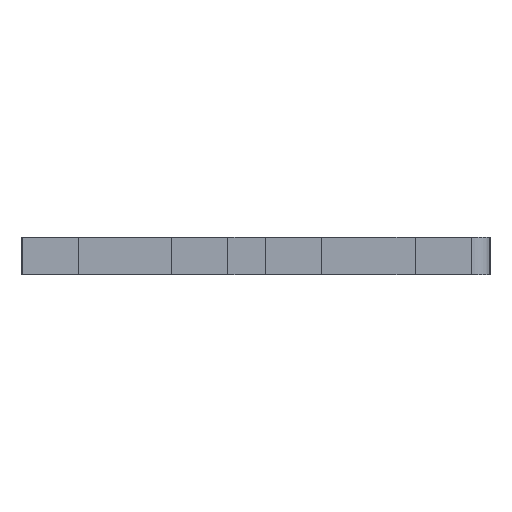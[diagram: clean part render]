
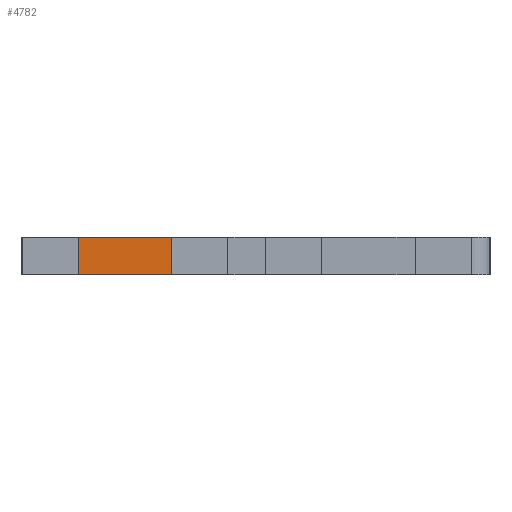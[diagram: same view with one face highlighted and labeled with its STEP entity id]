
A CAD part, left-side view. The second image highlights one B-rep face of the part: STEP entity #4782.
In plain terms, the highlighted planar face has unit normal (-1, 0, 0).
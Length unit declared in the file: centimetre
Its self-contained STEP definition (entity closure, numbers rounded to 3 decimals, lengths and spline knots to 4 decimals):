
#214=FACE_OUTER_BOUND($,#445,.T.);
#445=EDGE_LOOP($,(#3384,#3385,#3386,#3387));
#879=LINE($,#6823,#1527);
#880=LINE($,#6826,#1528);
#881=LINE($,#6828,#1529);
#882=LINE($,#6829,#1530);
#1527=VECTOR($,#5562,0.2);
#1528=VECTOR($,#5565,0.5);
#1529=VECTOR($,#5566,0.5);
#1530=VECTOR($,#5567,0.2);
#2114=VERTEX_POINT($,#6819);
#2115=VERTEX_POINT($,#6821);
#2116=VERTEX_POINT($,#6825);
#2117=VERTEX_POINT($,#6827);
#2637=EDGE_CURVE($,#2114,#2115,#879,.T.);
#2638=EDGE_CURVE($,#2116,#2114,#880,.T.);
#2639=EDGE_CURVE($,#2117,#2115,#881,.T.);
#2640=EDGE_CURVE($,#2116,#2117,#882,.T.);
#3384=ORIENTED_EDGE($,*,*,#2638,.T.);
#3385=ORIENTED_EDGE($,*,*,#2637,.T.);
#3386=ORIENTED_EDGE($,*,*,#2639,.F.);
#3387=ORIENTED_EDGE($,*,*,#2640,.F.);
#4561=PLANE($,#5031);
#4782=ADVANCED_FACE($,(#214),#4561,.T.);
#5031=AXIS2_PLACEMENT_3D($,#6824,#5563,#5564);
#5562=DIRECTION($,(0.,0.,1.));
#5563=DIRECTION('center_axis',(-1.,0.,0.));
#5564=DIRECTION('ref_axis',(0.,-1.,0.));
#5565=DIRECTION($,(0.,-1.,0.));
#5566=DIRECTION($,(0.,-1.,0.));
#5567=DIRECTION($,(0.,0.,1.));
#6819=CARTESIAN_POINT('',(-34.778,17.2211,0.));
#6821=CARTESIAN_POINT('',(-34.778,17.2211,0.2));
#6823=CARTESIAN_POINT($,(-34.778,17.2211,0.));
#6824=CARTESIAN_POINT('Origin',(-34.778,17.7211,0.));
#6825=CARTESIAN_POINT('',(-34.778,17.7211,0.));
#6826=CARTESIAN_POINT($,(-34.778,17.7211,0.));
#6827=CARTESIAN_POINT('',(-34.778,17.7211,0.2));
#6828=CARTESIAN_POINT($,(-34.778,17.7211,0.2));
#6829=CARTESIAN_POINT($,(-34.778,17.7211,0.));
